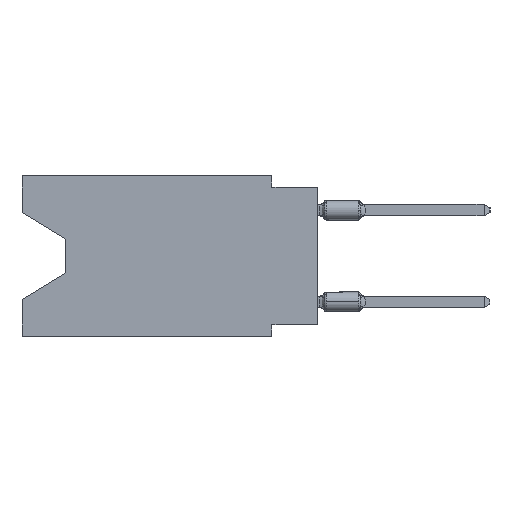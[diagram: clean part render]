
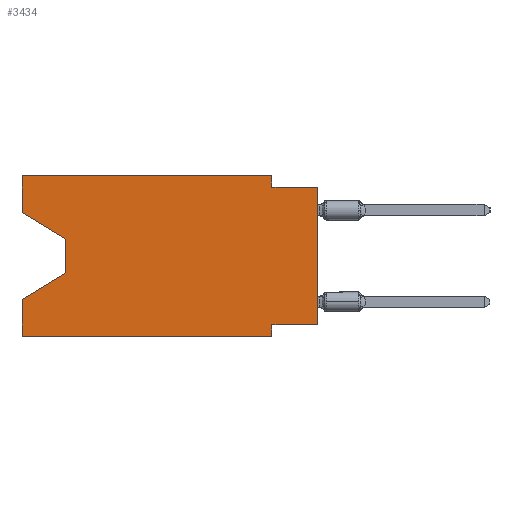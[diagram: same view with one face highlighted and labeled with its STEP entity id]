
A CAD part, left-side view. The second image highlights one B-rep face of the part: STEP entity #3434.
In plain terms, the highlighted planar face has unit normal (-1, 0, 0).
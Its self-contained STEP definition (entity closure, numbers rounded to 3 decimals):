
#92 = EDGE_CURVE ( 'NONE', #10537, #24945, #31988, .T. ) ;
#179 = LINE ( 'NONE', #34410, #42697 ) ;
#659 = DIRECTION ( 'NONE',  ( 0., 1., 0. ) ) ;
#1197 = VECTOR ( 'NONE', #1220, 1000. ) ;
#1220 = DIRECTION ( 'NONE',  ( 0., -0.855, -0.519 ) ) ;
#2022 = LINE ( 'NONE', #5755, #26542 ) ;
#2295 = EDGE_CURVE ( 'NONE', #17588, #19212, #2022, .T. ) ;
#2457 = CARTESIAN_POINT ( 'NONE',  ( 0., 2.54, -8.89 ) ) ;
#2599 = ORIENTED_EDGE ( 'NONE', *, *, #2295, .T. ) ;
#3022 = CARTESIAN_POINT ( 'NONE',  ( 0., 2.54, -8.255 ) ) ;
#3134 = EDGE_CURVE ( 'NONE', #11212, #24499, #12226, .T. ) ;
#3340 = EDGE_CURVE ( 'NONE', #24499, #10537, #7741, .T. ) ;
#3434 = ADVANCED_FACE ( 'NONE', ( #35137 ), #24277, .F. ) ;
#3641 = DIRECTION ( 'NONE',  ( 0., 0., -1. ) ) ;
#4214 = CARTESIAN_POINT ( 'NONE',  ( 0., 16.383, 0. ) ) ;
#4882 = DIRECTION ( 'NONE',  ( 0., -1., 0. ) ) ;
#5634 = VECTOR ( 'NONE', #13561, 1000. ) ;
#5755 = CARTESIAN_POINT ( 'NONE',  ( 0., 0., 0. ) ) ;
#5951 = ORIENTED_EDGE ( 'NONE', *, *, #34621, .F. ) ;
#6370 = EDGE_CURVE ( 'NONE', #24945, #19212, #40088, .T. ) ;
#7273 = LINE ( 'NONE', #31335, #25138 ) ;
#7579 = VECTOR ( 'NONE', #37784, 1000. ) ;
#7669 = ORIENTED_EDGE ( 'NONE', *, *, #40669, .T. ) ;
#7741 = LINE ( 'NONE', #4214, #39015 ) ;
#8077 = CARTESIAN_POINT ( 'NONE',  ( 0., 0., -8.255 ) ) ;
#8911 = DIRECTION ( 'NONE',  ( 0., 0., 1. ) ) ;
#8981 = CARTESIAN_POINT ( 'NONE',  ( 0., 2.54, 0. ) ) ;
#9290 = ORIENTED_EDGE ( 'NONE', *, *, #3134, .F. ) ;
#10264 = LINE ( 'NONE', #13175, #42459 ) ;
#10537 = VERTEX_POINT ( 'NONE', #8981 ) ;
#10840 = CARTESIAN_POINT ( 'NONE',  ( 0., 16.383, -2.038 ) ) ;
#11212 = VERTEX_POINT ( 'NONE', #10840 ) ;
#11493 = AXIS2_PLACEMENT_3D ( 'NONE', #17448, #14132, #20991 ) ;
#12226 = LINE ( 'NONE', #39152, #36189 ) ;
#12910 = CARTESIAN_POINT ( 'NONE',  ( 0., 16.383, -8.89 ) ) ;
#13175 = CARTESIAN_POINT ( 'NONE',  ( 0., 2.54, -8.89 ) ) ;
#13561 = DIRECTION ( 'NONE',  ( 0., -1., 0. ) ) ;
#13682 = VECTOR ( 'NONE', #38170, 1000. ) ;
#14132 = DIRECTION ( 'NONE',  ( 1., 0., 0. ) ) ;
#15563 = DIRECTION ( 'NONE',  ( 0., 0.855, -0.519 ) ) ;
#15626 = EDGE_CURVE ( 'NONE', #35068, #28291, #20551, .T. ) ;
#15883 = ORIENTED_EDGE ( 'NONE', *, *, #27364, .F. ) ;
#15993 = VERTEX_POINT ( 'NONE', #39539 ) ;
#17408 = VECTOR ( 'NONE', #15563, 1000. ) ;
#17448 = CARTESIAN_POINT ( 'NONE',  ( 0., 16.383, 0. ) ) ;
#17588 = VERTEX_POINT ( 'NONE', #8077 ) ;
#19090 = CARTESIAN_POINT ( 'NONE',  ( 0., 13.97, -5.385 ) ) ;
#19212 = VERTEX_POINT ( 'NONE', #26783 ) ;
#19536 = LINE ( 'NONE', #12910, #29078 ) ;
#20280 = DIRECTION ( 'NONE',  ( 0., 0., 1. ) ) ;
#20470 = VERTEX_POINT ( 'NONE', #30664 ) ;
#20551 = LINE ( 'NONE', #34691, #7579 ) ;
#20991 = DIRECTION ( 'NONE',  ( 0., 0., -1. ) ) ;
#22314 = DIRECTION ( 'NONE',  ( 0., 0., 1. ) ) ;
#23442 = ORIENTED_EDGE ( 'NONE', *, *, #40272, .F. ) ;
#23633 = CARTESIAN_POINT ( 'NONE',  ( 0., 16.383, 0. ) ) ;
#24277 = PLANE ( 'NONE',  #11493 ) ;
#24499 = VERTEX_POINT ( 'NONE', #23633 ) ;
#24673 = CARTESIAN_POINT ( 'NONE',  ( 0., 2.54, -0.635 ) ) ;
#24705 = VERTEX_POINT ( 'NONE', #2457 ) ;
#24945 = VERTEX_POINT ( 'NONE', #24673 ) ;
#25138 = VECTOR ( 'NONE', #659, 1000. ) ;
#26542 = VECTOR ( 'NONE', #22314, 1000. ) ;
#26783 = CARTESIAN_POINT ( 'NONE',  ( 0., 0., -0.635 ) ) ;
#27364 = EDGE_CURVE ( 'NONE', #15993, #20470, #179, .T. ) ;
#27745 = ORIENTED_EDGE ( 'NONE', *, *, #31157, .T. ) ;
#28291 = VERTEX_POINT ( 'NONE', #42032 ) ;
#29078 = VECTOR ( 'NONE', #34237, 1000. ) ;
#30664 = CARTESIAN_POINT ( 'NONE',  ( 0., 16.383, -6.852 ) ) ;
#31157 = EDGE_CURVE ( 'NONE', #15993, #24705, #19536, .T. ) ;
#31335 = CARTESIAN_POINT ( 'NONE',  ( 0., 0., -8.255 ) ) ;
#31455 = CARTESIAN_POINT ( 'NONE',  ( 0., 16.383, -2.038 ) ) ;
#31988 = LINE ( 'NONE', #41477, #13682 ) ;
#32995 = LINE ( 'NONE', #19090, #17408 ) ;
#34237 = DIRECTION ( 'NONE',  ( 0., -1., 0. ) ) ;
#34410 = CARTESIAN_POINT ( 'NONE',  ( 0., 16.383, 0. ) ) ;
#34621 = EDGE_CURVE ( 'NONE', #36426, #24705, #10264, .T. ) ;
#34691 = CARTESIAN_POINT ( 'NONE',  ( 0., 13.97, -3.505 ) ) ;
#35068 = VERTEX_POINT ( 'NONE', #39600 ) ;
#35137 = FACE_OUTER_BOUND ( 'NONE', #40619, .T. ) ;
#35854 = ORIENTED_EDGE ( 'NONE', *, *, #3340, .F. ) ;
#36189 = VECTOR ( 'NONE', #8911, 1000. ) ;
#36426 = VERTEX_POINT ( 'NONE', #3022 ) ;
#37196 = CARTESIAN_POINT ( 'NONE',  ( 0., 0., -0.635 ) ) ;
#37784 = DIRECTION ( 'NONE',  ( 0., 0., -1. ) ) ;
#37951 = ORIENTED_EDGE ( 'NONE', *, *, #92, .F. ) ;
#38170 = DIRECTION ( 'NONE',  ( 0., 0., -1. ) ) ;
#39015 = VECTOR ( 'NONE', #4882, 1000. ) ;
#39152 = CARTESIAN_POINT ( 'NONE',  ( 0., 16.383, 0. ) ) ;
#39539 = CARTESIAN_POINT ( 'NONE',  ( 0., 16.383, -8.89 ) ) ;
#39600 = CARTESIAN_POINT ( 'NONE',  ( 0., 13.97, -3.505 ) ) ;
#39656 = ORIENTED_EDGE ( 'NONE', *, *, #15626, .T. ) ;
#40088 = LINE ( 'NONE', #37196, #5634 ) ;
#40272 = EDGE_CURVE ( 'NONE', #17588, #36426, #7273, .T. ) ;
#40492 = ORIENTED_EDGE ( 'NONE', *, *, #40824, .T. ) ;
#40619 = EDGE_LOOP ( 'NONE', ( #7669, #39656, #40492, #15883, #27745, #5951, #23442, #2599, #41829, #37951, #35854, #9290 ) ) ;
#40669 = EDGE_CURVE ( 'NONE', #11212, #35068, #41820, .T. ) ;
#40824 = EDGE_CURVE ( 'NONE', #28291, #20470, #32995, .T. ) ;
#41477 = CARTESIAN_POINT ( 'NONE',  ( 0., 2.54, 0. ) ) ;
#41820 = LINE ( 'NONE', #31455, #1197 ) ;
#41829 = ORIENTED_EDGE ( 'NONE', *, *, #6370, .F. ) ;
#42032 = CARTESIAN_POINT ( 'NONE',  ( 0., 13.97, -5.385 ) ) ;
#42459 = VECTOR ( 'NONE', #3641, 1000. ) ;
#42697 = VECTOR ( 'NONE', #20280, 1000. ) ;
